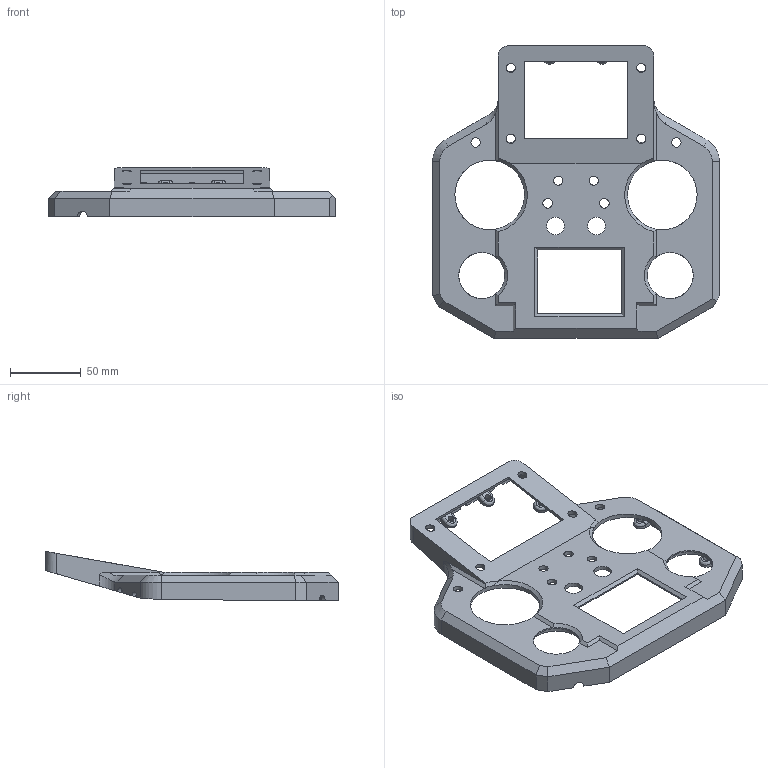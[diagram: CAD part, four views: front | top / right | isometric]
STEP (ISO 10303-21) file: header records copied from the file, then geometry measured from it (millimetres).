
FILE_DESCRIPTION(/* description */ (''),/* implementation_level */ '2;1');
FILE_NAME(/* name */ 'Top.step',/* time_stamp */ '2019-09-24T09:12:46-05:00',/* author */ (''),/* organization */ (''),/* preprocessor_version */ 'ST-DEVELOPER v18',/* originating_system */ 'Autodesk Translation Framework v8.6.0.1094',/* authorisation */ '');
FILE_SCHEMA (('AUTOMOTIVE_DESIGN { 1 0 10303 214 3 1 1 }'));
Length unit declared in the file: millimetre
Products named in the file (1): Top
Bounding box: 202.6 x 206.73 x 34.7 mm (x, y, z)
Volume: 101161.7 mm3; surface area: 72634.5 mm2
Topology: 3 solids, 3 shells, 318 faces, 812 edges, 525 vertices
Faces by surface type: plane 174, cylinder 110, cone 22, bspline 12
Full cylindrical faces by diameter (mm): 2.5 x8, 3.2 x8, 4.25 x10, 5.7 x10, 6.5 x8, 6.75 x2, 12.5 x2, 32.6 x2, 36.4 x2, 49.2 x2
Entity records: 10232 total; most frequent: CARTESIAN_POINT 2192, DIRECTION 1705, ORIENTED_EDGE 1624, EDGE_CURVE 812, AXIS2_PLACEMENT_3D 610, VERTEX_POINT 525, LINE 485, VECTOR 485
